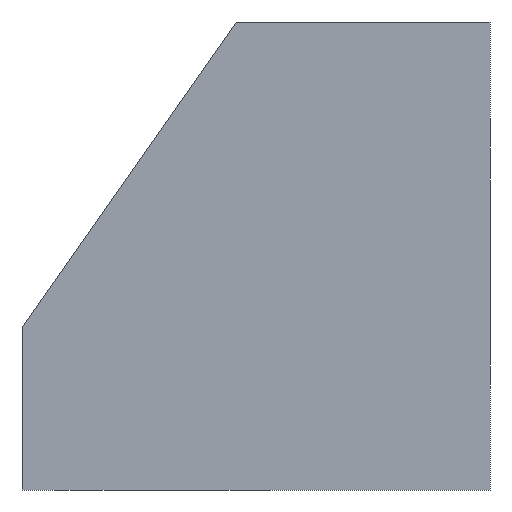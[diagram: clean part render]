
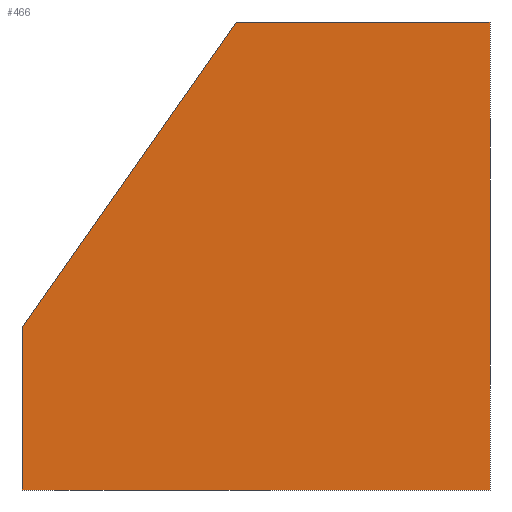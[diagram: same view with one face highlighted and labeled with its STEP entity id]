
A CAD part, left-side view. The second image highlights one B-rep face of the part: STEP entity #466.
In plain terms, the highlighted planar face has unit normal (-1, 0, 0).
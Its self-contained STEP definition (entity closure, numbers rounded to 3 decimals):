
#466=ADVANCED_FACE('',(#515),#516,.T.);
#515=FACE_OUTER_BOUND('',#577,.T.);
#516=PLANE('',#578);
#577=EDGE_LOOP('',(#724,#725,#726,#727,#728));
#578=AXIS2_PLACEMENT_3D('',#729,#730,#731);
#724=ORIENTED_EDGE('',*,*,#868,.T.);
#725=ORIENTED_EDGE('',*,*,#873,.T.);
#726=ORIENTED_EDGE('',*,*,#851,.T.);
#727=ORIENTED_EDGE('',*,*,#857,.T.);
#728=ORIENTED_EDGE('',*,*,#863,.T.);
#729=CARTESIAN_POINT('',(-9.0,0.0,0.0));
#730=DIRECTION('',(-1.0,0.0,0.0));
#731=DIRECTION('',(0.0,-1.0,0.0));
#851=EDGE_CURVE('',#930,#943,#945,.T.);
#857=EDGE_CURVE('',#943,#955,#956,.T.);
#863=EDGE_CURVE('',#955,#965,#966,.T.);
#868=EDGE_CURVE('',#965,#973,#975,.T.);
#873=EDGE_CURVE('',#973,#930,#983,.F.);
#930=VERTEX_POINT('',#1064);
#943=VERTEX_POINT('',#1083);
#945=LINE('',#1086,#1087);
#955=VERTEX_POINT('',#1101);
#956=LINE('',#1102,#1103);
#965=VERTEX_POINT('',#1115);
#966=LINE('',#1116,#1117);
#973=VERTEX_POINT('',#1127);
#975=LINE('',#1130,#1131);
#983=LINE('',#1143,#1144);
#1064=CARTESIAN_POINT('',(-9.0,10.0,8.66));
#1083=CARTESIAN_POINT('',(-9.0,10.0,0.0));
#1086=CARTESIAN_POINT('',(-9.0,10.0,12.5));
#1087=VECTOR('',#1213,1.0);
#1101=CARTESIAN_POINT('',(-9.0,-15.0,0.0));
#1102=CARTESIAN_POINT('',(-9.0,-2.5,0.0));
#1103=VECTOR('',#1221,1.0);
#1115=CARTESIAN_POINT('',(-9.0,-15.0,25.0));
#1116=CARTESIAN_POINT('',(-9.0,-15.0,12.5));
#1117=VECTOR('',#1231,1.0);
#1127=CARTESIAN_POINT('',(-9.0,-1.44,25.0));
#1130=CARTESIAN_POINT('',(-9.0,-2.5,25.0));
#1131=VECTOR('',#1236,1.0);
#1143=CARTESIAN_POINT('',(-9.0,10.779,7.547));
#1144=VECTOR('',#1241,1.0);
#1213=DIRECTION('',(0.0,0.,-1.0));
#1221=DIRECTION('',(0.0,-1.0,0.0));
#1231=DIRECTION('',(0.0,0.,1.0));
#1236=DIRECTION('',(0.0,1.0,0.));
#1241=DIRECTION('',(0.0,-0.574,0.819));
